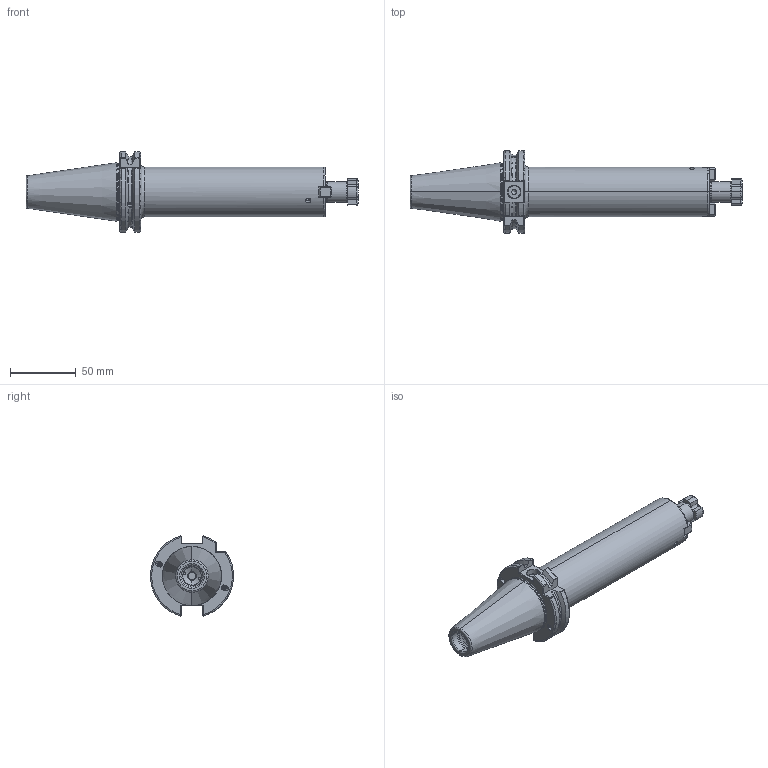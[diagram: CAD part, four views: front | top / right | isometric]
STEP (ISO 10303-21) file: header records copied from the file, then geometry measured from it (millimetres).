
FILE_DESCRIPTION (( 'STEP AP203' ), '1' );
FILE_NAME ('403.11.16.2.STEP', '2016-07-23T02:03:03', ( '' ), ( '' ), 'SwSTEP 2.0', 'SolidWorks 2012', '' );
FILE_SCHEMA (( 'CONFIG_CONTROL_DESIGN' ));
Length unit declared in the file: millimetre
Products named in the file (5): 十字螺絲FMB16; 面銑刀墊塊16; 102.11.16_M3xP0.5-12L; 403.11.16.2
Assembly tree (6 placements, depth 2):
  403.11.16.2
    403.11.16.2
    十字螺絲FMB16
    面銑刀墊塊16  x2
    102.11.16_M3xP0.5-12L  x2
Bounding box: 253.4 x 63.33 x 61.24 mm (x, y, z)
Volume: 243595.8 mm3; surface area: 50409.6 mm2
Topology: 6 solids, 6 shells, 689 faces, 1843 edges, 1159 vertices
Faces by surface type: cylinder 350, plane 166, torus 66, cone 65, bspline 42
Entity records: 37338 total; most frequent: CARTESIAN_POINT 24033, ORIENTED_EDGE 3098, DIRECTION 2257, EDGE_CURVE 1549, VERTEX_POINT 983, AXIS2_PLACEMENT_3D 853, EDGE_LOOP 600, ADVANCED_FACE 575
